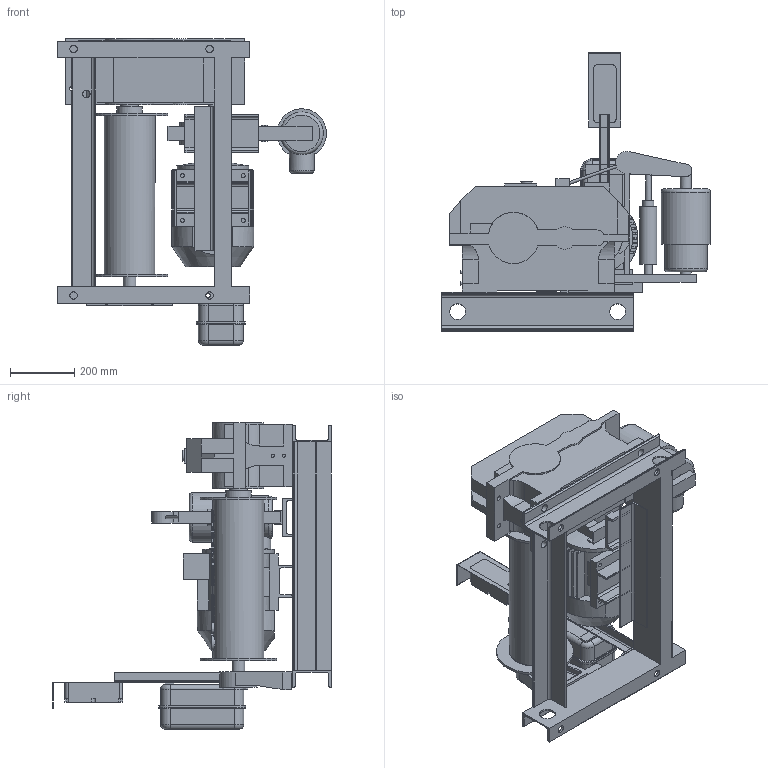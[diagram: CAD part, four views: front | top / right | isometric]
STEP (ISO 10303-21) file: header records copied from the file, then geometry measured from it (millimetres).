
FILE_DESCRIPTION(('STEP AP203'), '1');
FILE_NAME('栖闉罻', '2020-10-19T06:29:39', (''), (''), 'ASCON STEP Converter 1.6', 'ASCON Math Kernel', '');
FILE_SCHEMA(('CONFIG_CONTROL_DESIGN'));
Length unit declared in the file: millimetre
Products named in the file (1): Ó5120 00.00.000
Bounding box: 840 x 870 x 958.1 mm (x, y, z)
Volume: 60720880.7 mm3; surface area: 4288486.9 mm2
Topology: 40 solids, 40 shells, 4118 faces, 11522 edges, 7563 vertices
Faces by surface type: cylinder 2098, plane 1366, extrusion 518, cone 57, torus 46, sphere 33
Full cylindrical faces by diameter (mm): 8.929 x1, 9 x1, 10 x5, 10.106 x3, 11 x3, 12 x7, 13 x5, 14 x11, 14.5 x4, 16 x1, 17.5 x1, 20 x21, 22 x4, 23 x4, 23.333 x1, 24 x4, 25 x4, 27 x12, 28 x3, 30 x1, 32 x2, 34.757 x1, 35 x3, 36 x1, 37 x2, 38 x1, 40 x1, 42 x1, 45.273 x3, 50 x5
Entity records: 201942 total; most frequent: CARTESIAN_POINT 67267, ORIENTED_EDGE 22474, DIRECTION 18980, EDGE_CURVE 11237, VERTEX_POINT 7515, AXIS2_PLACEMENT_3D 6595, VECTOR 5790, LINE 5272
